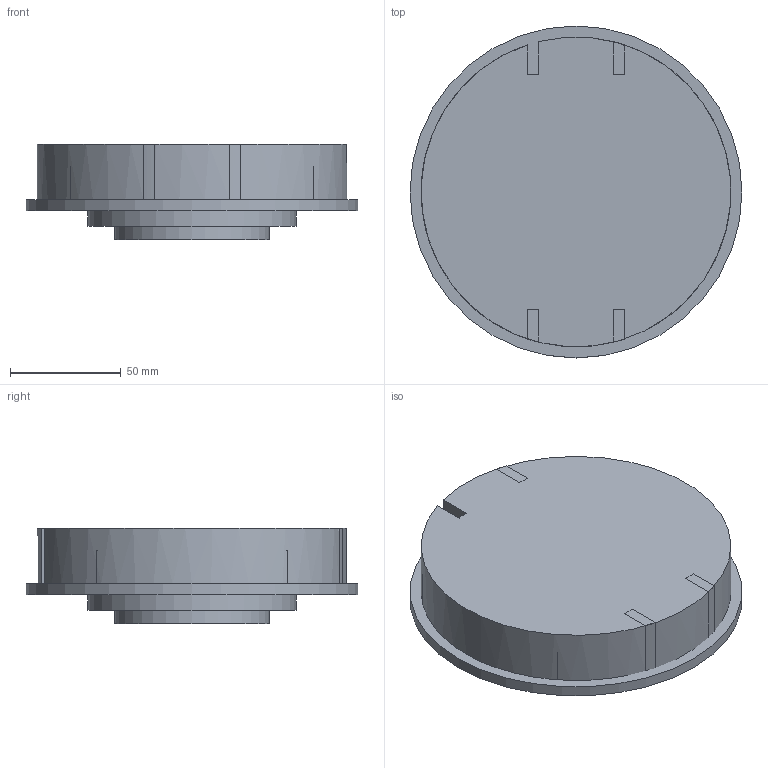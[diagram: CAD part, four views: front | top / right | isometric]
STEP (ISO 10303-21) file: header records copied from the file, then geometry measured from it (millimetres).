
FILE_DESCRIPTION(('FreeCAD Model'),'2;1');
FILE_NAME('Open CASCADE Shape Model','2021-07-31T13:50:17',('Author'),( ''),'Open CASCADE STEP processor 7.5','FreeCAD','Unknown');
FILE_SCHEMA(('AUTOMOTIVE_DESIGN { 1 0 10303 214 1 1 1 1 }'));
Length unit declared in the file: millimetre
Products named in the file (1): Art1Top
Bounding box: 150 x 150 x 43 mm (x, y, z)
Volume: 530398.4 mm3; surface area: 63650.2 mm2
Topology: 1 solids, 1 shells, 133 faces, 336 edges, 220 vertices
Faces by surface type: plane 107, cylinder 26
Full cylindrical faces by diameter (mm): 3.4 x15, 5.9 x3, 50 x1, 70 x1, 94 x1, 150 x1
Entity records: 8352 total; most frequent: CARTESIAN_POINT 1464, DIRECTION 1290, LINE 886, VECTOR 886, ORIENTED_EDGE 660, PCURVE 660, DEFINITIONAL_REPRESENTATION 660, EDGE_CURVE 330
